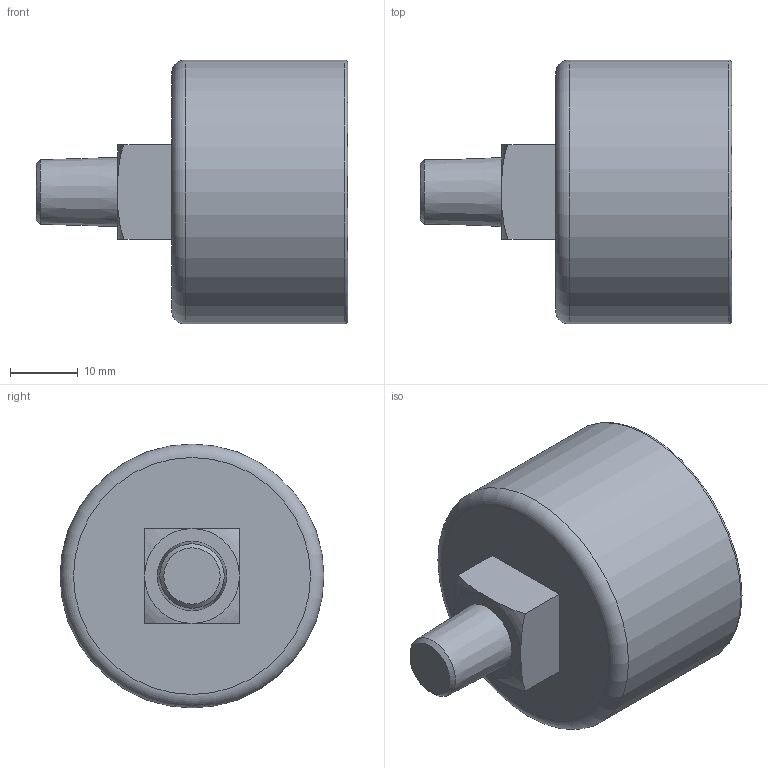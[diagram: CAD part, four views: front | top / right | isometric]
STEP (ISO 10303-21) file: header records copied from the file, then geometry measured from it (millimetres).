
FILE_DESCRIPTION(/* description */ ('STEP AP214'),/* implementation_level */ '2;1');
FILE_NAME(/* name */ '537810_VAM-40-V1_0-R1_8-EN',/* time_stamp */ '2024-09-12T15:31:17+02:00',/* author */ ('License CC BY-ND 4.0'),/* organization */ ('CADENAS'),/* preprocessor_version */ 'ST-DEVELOPER v19.3',/* originating_system */ 'PARTsolutions',/* authorisation */ ' ');
FILE_SCHEMA (('AUTOMOTIVE_DESIGN {1 0 10303 214 3 1 1}'));
Length unit declared in the file: millimetre
Products named in the file (1): 537810 VAM-40-V1/0-R1/8-EN
Bounding box: 46 x 39 x 39 mm (x, y, z)
Volume: 33420.5 mm3; surface area: 6226.3 mm2
Topology: 1 solids, 1 shells, 17 faces, 32 edges, 19 vertices
Faces by surface type: plane 8, torus 6, cone 2, cylinder 1
Full cylindrical faces by diameter (mm): 39 x1
Entity records: 442 total; most frequent: CARTESIAN_POINT 96, DIRECTION 66, ORIENTED_EDGE 54, AXIS2_PLACEMENT_3D 29, EDGE_CURVE 27, EDGE_LOOP 24, FACE_BOUND 24, VERTEX_POINT 19
